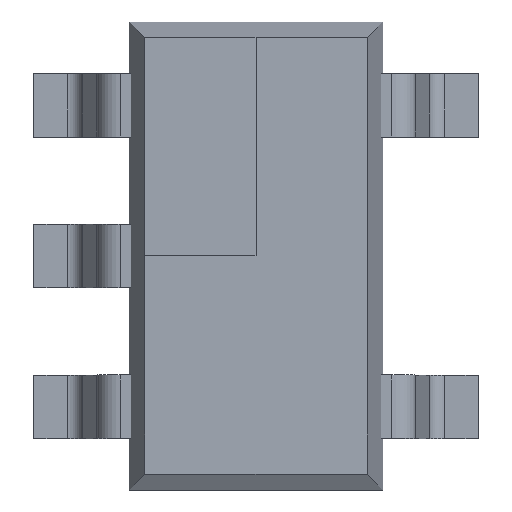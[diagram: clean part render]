
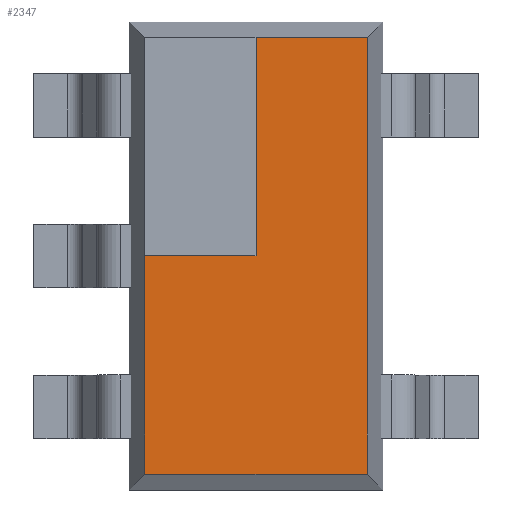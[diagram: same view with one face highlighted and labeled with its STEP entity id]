
A CAD part, top view. The second image highlights one B-rep face of the part: STEP entity #2347.
In plain terms, the highlighted planar face has unit normal (0, 0, 1).
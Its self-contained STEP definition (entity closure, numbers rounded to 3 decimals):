
#590=DIRECTION('',(0.,-1.,0.));
#591=VECTOR('',#590,1.375);
#592=CARTESIAN_POINT('',(0.,1.375,1.15));
#593=LINE('',#592,#591);
#597=DIRECTION('',(-1.,0.,0.));
#598=VECTOR('',#597,0.7);
#599=CARTESIAN_POINT('',(0.7,1.375,1.15));
#600=LINE('',#599,#598);
#604=DIRECTION('',(0.,1.,0.));
#605=VECTOR('',#604,2.75);
#606=CARTESIAN_POINT('',(0.7,-1.375,1.15));
#607=LINE('',#606,#605);
#611=DIRECTION('',(1.,0.,0.));
#612=VECTOR('',#611,1.4);
#613=CARTESIAN_POINT('',(-0.7,-1.375,1.15));
#614=LINE('',#613,#612);
#618=DIRECTION('',(0.,-1.,0.));
#619=VECTOR('',#618,1.375);
#620=CARTESIAN_POINT('',(-0.7,0.,1.15));
#621=LINE('',#620,#619);
#625=DIRECTION('',(1.,0.,0.));
#626=VECTOR('',#625,0.7);
#627=CARTESIAN_POINT('',(-0.7,0.,1.15));
#628=LINE('',#627,#626);
#1667=CARTESIAN_POINT('',(0.7,-1.375,1.15));
#1668=CARTESIAN_POINT('',(0.7,1.375,1.15));
#1669=VERTEX_POINT('',#1667);
#1670=VERTEX_POINT('',#1668);
#1671=CARTESIAN_POINT('',(-0.7,-1.375,1.15));
#1672=VERTEX_POINT('',#1671);
#1933=CARTESIAN_POINT('',(0.,1.375,1.15));
#1934=CARTESIAN_POINT('',(0.,0.,1.15));
#1935=VERTEX_POINT('',#1933);
#1936=VERTEX_POINT('',#1934);
#1937=CARTESIAN_POINT('',(-0.7,0.,1.15));
#1938=VERTEX_POINT('',#1937);
#2332=CARTESIAN_POINT('',(0.,0.,1.15));
#2333=DIRECTION('',(0.,0.,1.));
#2334=DIRECTION('',(0.,1.,0.));
#2335=AXIS2_PLACEMENT_3D('',#2332,#2333,#2334);
#2336=PLANE('',#2335);
#2338=ORIENTED_EDGE('',*,*,#2337,.F.);
#2339=ORIENTED_EDGE('',*,*,#2148,.F.);
#2340=ORIENTED_EDGE('',*,*,#2276,.F.);
#2341=ORIENTED_EDGE('',*,*,#2311,.F.);
#2342=ORIENTED_EDGE('',*,*,#2068,.F.);
#2344=ORIENTED_EDGE('',*,*,#2343,.T.);
#2345=EDGE_LOOP('',(#2338,#2339,#2340,#2341,#2342,#2344));
#2346=FACE_OUTER_BOUND('',#2345,.F.);
#2347=ADVANCED_FACE('',(#2346),#2336,.T.);
#2068=EDGE_CURVE('',#1938,#1672,#621,.T.);
#2148=EDGE_CURVE('',#1670,#1935,#600,.T.);
#2276=EDGE_CURVE('',#1669,#1670,#607,.T.);
#2311=EDGE_CURVE('',#1672,#1669,#614,.T.);
#2337=EDGE_CURVE('',#1935,#1936,#593,.T.);
#2343=EDGE_CURVE('',#1938,#1936,#628,.T.);
